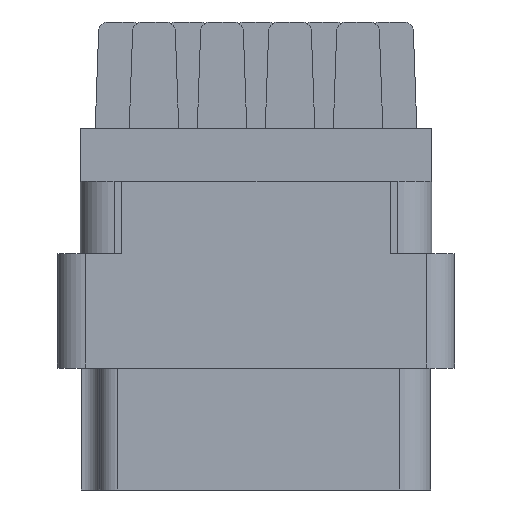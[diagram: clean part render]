
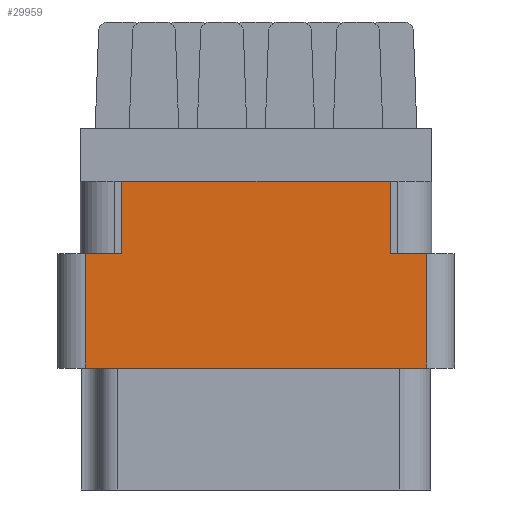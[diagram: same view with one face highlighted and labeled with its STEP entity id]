
A CAD part, left-side view. The second image highlights one B-rep face of the part: STEP entity #29959.
In plain terms, the highlighted planar face has unit normal (-1, 0, 0).
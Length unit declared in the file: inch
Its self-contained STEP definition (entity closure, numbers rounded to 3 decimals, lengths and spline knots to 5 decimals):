
#2095 = CARTESIAN_POINT ( 'NONE',  ( -1.296, 0., -0.529 ) ) ;
#2290 = VECTOR ( 'NONE', #28721, 39.37008 ) ;
#3078 = ORIENTED_EDGE ( 'NONE', *, *, #48997, .T. ) ;
#3226 = ORIENTED_EDGE ( 'NONE', *, *, #39866, .T. ) ;
#3248 = FACE_OUTER_BOUND ( 'NONE', #24667, .T. ) ;
#4711 = DIRECTION ( 'NONE',  ( 0., -1., 0. ) ) ;
#5594 = LINE ( 'NONE', #33082, #42238 ) ;
#6292 = CARTESIAN_POINT ( 'NONE',  ( -1.296, -0.296, -0.277 ) ) ;
#6742 = EDGE_CURVE ( 'NONE', #44777, #9498, #44820, .T. ) ;
#8291 = CARTESIAN_POINT ( 'NONE',  ( -1.296, -0.376, -0.277 ) ) ;
#9498 = VERTEX_POINT ( 'NONE', #21634 ) ;
#10932 = CARTESIAN_POINT ( 'NONE',  ( -1.296, 0.376, -0.798 ) ) ;
#11774 = DIRECTION ( 'NONE',  ( -1., 0., 0. ) ) ;
#11929 = VERTEX_POINT ( 'NONE', #28655 ) ;
#12255 = EDGE_CURVE ( 'NONE', #26207, #29377, #32730, .T. ) ;
#13722 = LINE ( 'NONE', #2095, #24073 ) ;
#14811 = LINE ( 'NONE', #10932, #20266 ) ;
#15142 = CARTESIAN_POINT ( 'NONE',  ( -1.296, -0.438, -0.798 ) ) ;
#16005 = VERTEX_POINT ( 'NONE', #50168 ) ;
#16116 = LINE ( 'NONE', #31952, #37651 ) ;
#17335 = VECTOR ( 'NONE', #25459, 39.37008 ) ;
#17528 = ORIENTED_EDGE ( 'NONE', *, *, #6742, .F. ) ;
#17882 = DIRECTION ( 'NONE',  ( 0., 1., 0. ) ) ;
#18354 = EDGE_CURVE ( 'NONE', #9498, #26207, #5594, .T. ) ;
#18939 = DIRECTION ( 'NONE',  ( 0., 0., 1. ) ) ;
#19180 = ORIENTED_EDGE ( 'NONE', *, *, #12255, .F. ) ;
#19293 = PLANE ( 'NONE',  #48297 ) ;
#20266 = VECTOR ( 'NONE', #23107, 39.37008 ) ;
#20653 = ORIENTED_EDGE ( 'NONE', *, *, #20752, .F. ) ;
#20752 = EDGE_CURVE ( 'NONE', #16005, #29868, #13722, .T. ) ;
#20875 = DIRECTION ( 'NONE',  ( 0., 0., 1. ) ) ;
#21040 = DIRECTION ( 'NONE',  ( 0., -1., 0. ) ) ;
#21634 = CARTESIAN_POINT ( 'NONE',  ( -1.296, 0.296, -0.277 ) ) ;
#23107 = DIRECTION ( 'NONE',  ( 0., 0., -1. ) ) ;
#24065 = VECTOR ( 'NONE', #21040, 39.37008 ) ;
#24073 = VECTOR ( 'NONE', #17882, 39.37008 ) ;
#24667 = EDGE_LOOP ( 'NONE', ( #17528, #33595, #20653, #3226, #27799, #3078, #19180, #49498 ) ) ;
#25459 = DIRECTION ( 'NONE',  ( 0., 0., 1. ) ) ;
#25800 = CARTESIAN_POINT ( 'NONE',  ( -1.296, 0.376, -0.529 ) ) ;
#26207 = VERTEX_POINT ( 'NONE', #29079 ) ;
#26485 = VECTOR ( 'NONE', #18939, 39.37008 ) ;
#26970 = CARTESIAN_POINT ( 'NONE',  ( -1.296, -0.376, -0.798 ) ) ;
#27799 = ORIENTED_EDGE ( 'NONE', *, *, #43953, .F. ) ;
#28162 = CARTESIAN_POINT ( 'NONE',  ( -1.296, 0.376, -0.277 ) ) ;
#28655 = CARTESIAN_POINT ( 'NONE',  ( -1.296, -0.296, -0.277 ) ) ;
#28721 = DIRECTION ( 'NONE',  ( 0., -1., 0. ) ) ;
#29079 = CARTESIAN_POINT ( 'NONE',  ( -1.296, 0.296, -0.117 ) ) ;
#29377 = VERTEX_POINT ( 'NONE', #33913 ) ;
#29868 = VERTEX_POINT ( 'NONE', #25800 ) ;
#29959 = ADVANCED_FACE ( 'NONE', ( #3248 ), #19293, .T. ) ;
#31952 = CARTESIAN_POINT ( 'NONE',  ( -1.296, 0., -0.277 ) ) ;
#32730 = LINE ( 'NONE', #36102, #24065 ) ;
#33082 = CARTESIAN_POINT ( 'NONE',  ( -1.296, 0.296, -0.277 ) ) ;
#33595 = ORIENTED_EDGE ( 'NONE', *, *, #42942, .T. ) ;
#33913 = CARTESIAN_POINT ( 'NONE',  ( -1.296, -0.296, -0.117 ) ) ;
#34864 = DIRECTION ( 'NONE',  ( 0., 0., 1. ) ) ;
#35530 = LINE ( 'NONE', #26970, #26485 ) ;
#36102 = CARTESIAN_POINT ( 'NONE',  ( -1.296, 0.438, -0.117 ) ) ;
#37651 = VECTOR ( 'NONE', #4711, 39.37008 ) ;
#39866 = EDGE_CURVE ( 'NONE', #16005, #45566, #35530, .T. ) ;
#42067 = LINE ( 'NONE', #6292, #17335 ) ;
#42238 = VECTOR ( 'NONE', #20875, 39.37008 ) ;
#42942 = EDGE_CURVE ( 'NONE', #44777, #29868, #14811, .T. ) ;
#43953 = EDGE_CURVE ( 'NONE', #11929, #45566, #16116, .T. ) ;
#44777 = VERTEX_POINT ( 'NONE', #28162 ) ;
#44820 = LINE ( 'NONE', #48451, #2290 ) ;
#45566 = VERTEX_POINT ( 'NONE', #8291 ) ;
#48297 = AXIS2_PLACEMENT_3D ( 'NONE', #15142, #11774, #34864 ) ;
#48451 = CARTESIAN_POINT ( 'NONE',  ( -1.296, 0., -0.277 ) ) ;
#48997 = EDGE_CURVE ( 'NONE', #11929, #29377, #42067, .T. ) ;
#49498 = ORIENTED_EDGE ( 'NONE', *, *, #18354, .F. ) ;
#50168 = CARTESIAN_POINT ( 'NONE',  ( -1.296, -0.376, -0.529 ) ) ;
